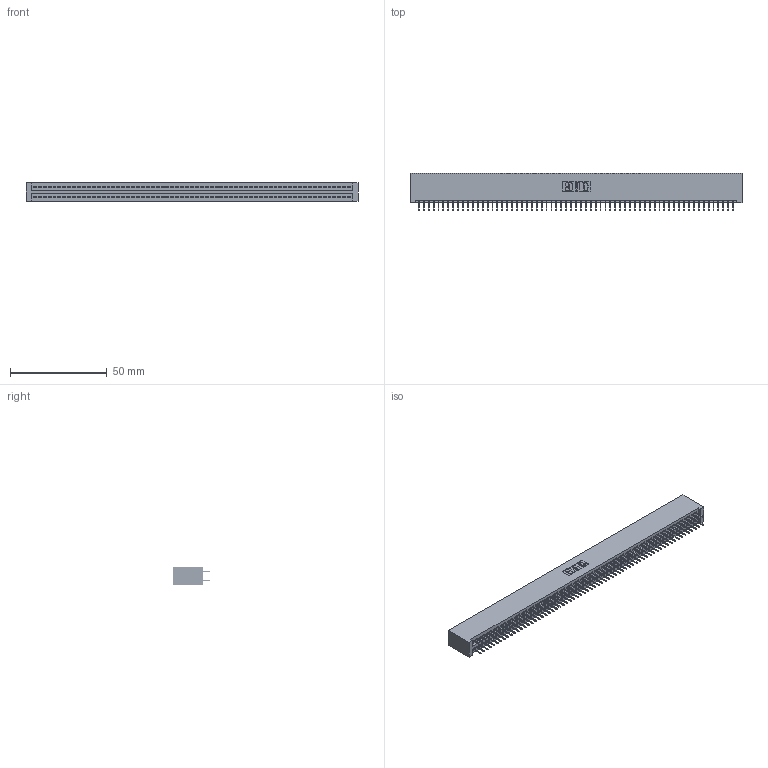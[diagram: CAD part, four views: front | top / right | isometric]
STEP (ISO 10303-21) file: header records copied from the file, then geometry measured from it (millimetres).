
FILE_DESCRIPTION (( 'STEP AP203' ), '1' );
FILE_NAME ('395-130-524-201.STEP', '2018-12-04T16:12:49', ( '' ), ( '' ), 'SwSTEP 2.0', 'SolidWorks 2016', '' );
FILE_SCHEMA (( 'CONFIG_CONTROL_DESIGN' ));
Length unit declared in the file: inch
Products named in the file (3): 395-130-524-201; 345-292-001_345-293-124; 345 Part_No Mounting Lugs
Assembly tree (131 placements, depth 2):
  395-130-524-201
    345 Part_No Mounting Lugs
    345-292-001_345-293-124  x130
Bounding box: 171.7 x 19.35 x 9.4 mm (x, y, z)
Volume: 17312.2 mm3; surface area: 25819.7 mm2
Topology: 131 solids, 131 shells, 7138 faces, 20207 edges, 12950 vertices
Faces by surface type: plane 5146, cylinder 1992
Entity records: 47701 total; most frequent: CARTESIAN_POINT 7972, ORIENTED_EDGE 7906, DIRECTION 6997, EDGE_CURVE 3953, VECTOR 3573, LINE 3573, VERTEX_POINT 2630, AXIS2_PLACEMENT_3D 1712
